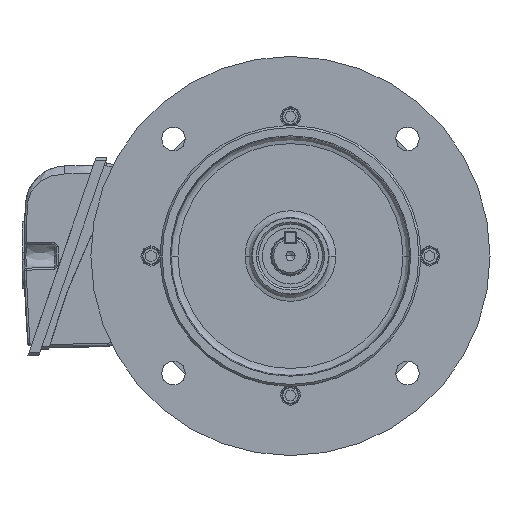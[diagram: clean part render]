
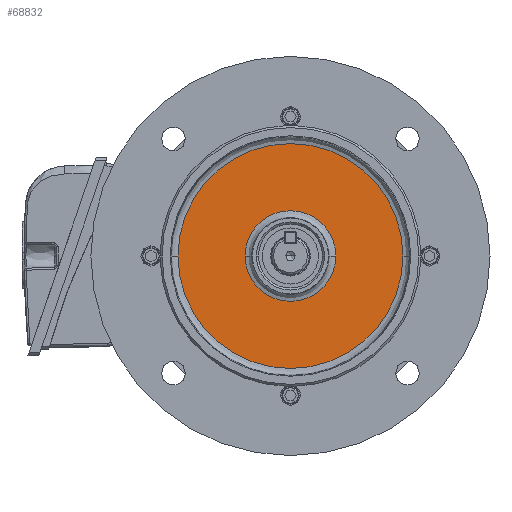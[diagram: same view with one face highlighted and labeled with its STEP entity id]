
A CAD part, top view. The second image highlights one B-rep face of the part: STEP entity #68832.
In plain terms, the highlighted planar face has unit normal (0, 0, 1).
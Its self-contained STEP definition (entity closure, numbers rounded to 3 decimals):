
#1242 = VERTEX_POINT ( 'NONE', #13080 ) ;
#2017 = CARTESIAN_POINT ( 'NONE',  ( -22.583, 0., 0. ) ) ;
#3168 = ORIENTED_EDGE ( 'NONE', *, *, #58386, .F. ) ;
#5745 = EDGE_CURVE ( 'NONE', #18475, #52488, #10786, .T. ) ;
#6120 = CIRCLE ( 'NONE', #37437, 22.583 ) ;
#7811 = FACE_OUTER_BOUND ( 'NONE', #53565, .T. ) ;
#9035 = AXIS2_PLACEMENT_3D ( 'NONE', #58832, #42604, #9998 ) ;
#9998 = DIRECTION ( 'NONE',  ( 1., 0., 0. ) ) ;
#10786 = CIRCLE ( 'NONE', #60717, 56.044 ) ;
#10935 = DIRECTION ( 'NONE',  ( 0., 0., 1. ) ) ;
#12972 = DIRECTION ( 'NONE',  ( 0., 0., 1. ) ) ;
#13080 = CARTESIAN_POINT ( 'NONE',  ( 22.583, 0., 0. ) ) ;
#15295 = EDGE_CURVE ( 'NONE', #1242, #62408, #6120, .T. ) ;
#16706 = CIRCLE ( 'NONE', #31261, 22.583 ) ;
#18475 = VERTEX_POINT ( 'NONE', #30654 ) ;
#19814 = ORIENTED_EDGE ( 'NONE', *, *, #5745, .T. ) ;
#22580 = CARTESIAN_POINT ( 'NONE',  ( 0., 22.583, 0. ) ) ;
#23338 = CIRCLE ( 'NONE', #9035, 56.044 ) ;
#23907 = ORIENTED_EDGE ( 'NONE', *, *, #15295, .F. ) ;
#26866 = CARTESIAN_POINT ( 'NONE',  ( 0., 0., 0. ) ) ;
#27166 = DIRECTION ( 'NONE',  ( -1., 0., 0. ) ) ;
#30654 = CARTESIAN_POINT ( 'NONE',  ( 56.044, 0., 0. ) ) ;
#31261 = AXIS2_PLACEMENT_3D ( 'NONE', #62484, #12972, #67546 ) ;
#32381 = DIRECTION ( 'NONE',  ( 0., 0., -1. ) ) ;
#33096 = EDGE_CURVE ( 'NONE', #52488, #18475, #23338, .T. ) ;
#37437 = AXIS2_PLACEMENT_3D ( 'NONE', #26866, #10935, #59734 ) ;
#40029 = AXIS2_PLACEMENT_3D ( 'NONE', #22580, #32381, #27166 ) ;
#42604 = DIRECTION ( 'NONE',  ( 0., 0., 1. ) ) ;
#43291 = CARTESIAN_POINT ( 'NONE',  ( 0., 0., 0. ) ) ;
#52488 = VERTEX_POINT ( 'NONE', #62301 ) ;
#53565 = EDGE_LOOP ( 'NONE', ( #19814, #65754 ) ) ;
#55205 = DIRECTION ( 'NONE',  ( 0., 0., 1. ) ) ;
#58386 = EDGE_CURVE ( 'NONE', #62408, #1242, #16706, .T. ) ;
#58832 = CARTESIAN_POINT ( 'NONE',  ( 0., 0., 0. ) ) ;
#59734 = DIRECTION ( 'NONE',  ( 1., 0., 0. ) ) ;
#60248 = PLANE ( 'NONE',  #40029 ) ;
#60469 = EDGE_LOOP ( 'NONE', ( #23907, #3168 ) ) ;
#60717 = AXIS2_PLACEMENT_3D ( 'NONE', #43291, #55205, #65697 ) ;
#62301 = CARTESIAN_POINT ( 'NONE',  ( -56.044, 0., 0. ) ) ;
#62408 = VERTEX_POINT ( 'NONE', #2017 ) ;
#62484 = CARTESIAN_POINT ( 'NONE',  ( 0., 0., 0. ) ) ;
#65697 = DIRECTION ( 'NONE',  ( 1., 0., 0. ) ) ;
#65754 = ORIENTED_EDGE ( 'NONE', *, *, #33096, .T. ) ;
#67546 = DIRECTION ( 'NONE',  ( 1., 0., 0. ) ) ;
#68832 = ADVANCED_FACE ( 'NONE', ( #69288, #7811 ), #60248, .F. ) ;
#69288 = FACE_BOUND ( 'NONE', #60469, .T. ) ;
